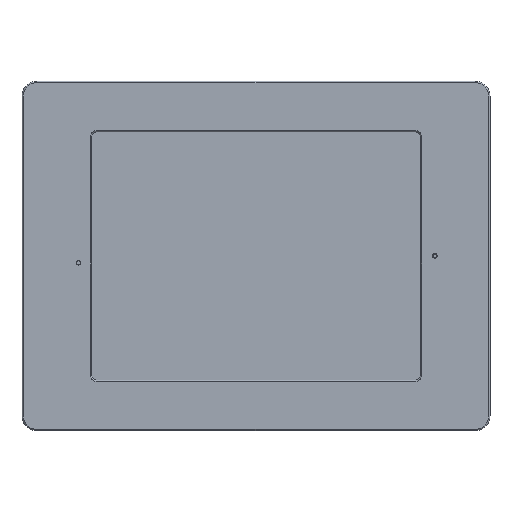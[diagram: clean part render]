
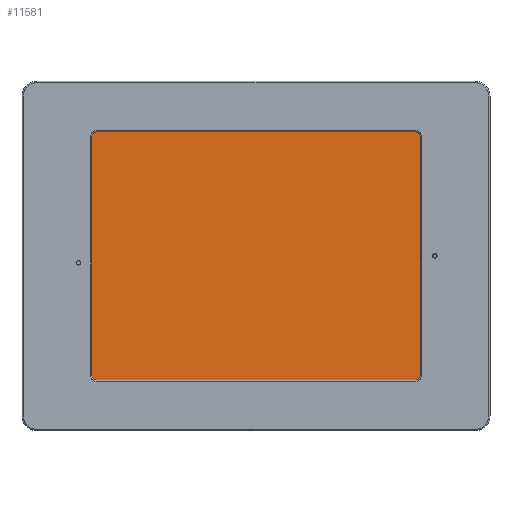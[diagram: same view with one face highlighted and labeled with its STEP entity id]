
A CAD part, top view. The second image highlights one B-rep face of the part: STEP entity #11581.
In plain terms, the highlighted planar face has unit normal (0, 0, 1).
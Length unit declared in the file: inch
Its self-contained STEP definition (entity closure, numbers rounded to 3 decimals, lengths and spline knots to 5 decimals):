
#852=CIRCLE('',#11723,0.15);
#877=CIRCLE('',#11771,0.15);
#1051=CIRCLE('',#12425,0.15);
#1052=CIRCLE('',#12428,0.15);
#1648=FACE_OUTER_BOUND('',#2315,.T.);
#2315=EDGE_LOOP('',(#10517,#10518,#10519,#10520,#10521,#10522,#10523,#10524));
#2439=LINE('',#16226,#3654);
#2442=LINE('',#16234,#3657);
#3529=LINE('',#19014,#4744);
#3532=LINE('',#19021,#4747);
#3654=VECTOR('',#12895,0.3937);
#3657=VECTOR('',#12904,0.3937);
#4744=VECTOR('',#15299,0.3937);
#4747=VECTOR('',#15308,0.3937);
#4939=VERTEX_POINT('',#16098);
#4940=VERTEX_POINT('',#16099);
#4981=VERTEX_POINT('',#16225);
#4982=VERTEX_POINT('',#16229);
#4983=VERTEX_POINT('',#16233);
#5853=VERTEX_POINT('',#19009);
#5854=VERTEX_POINT('',#19013);
#5855=VERTEX_POINT('',#19017);
#6024=EDGE_CURVE('',#4939,#4940,#852,.T.);
#6087=EDGE_CURVE('',#4981,#4939,#2439,.T.);
#6089=EDGE_CURVE('',#4982,#4981,#877,.T.);
#6091=EDGE_CURVE('',#4983,#4982,#2442,.T.);
#7406=EDGE_CURVE('',#5853,#4983,#1051,.T.);
#7408=EDGE_CURVE('',#5854,#5853,#3529,.T.);
#7410=EDGE_CURVE('',#5855,#5854,#1052,.T.);
#7412=EDGE_CURVE('',#4940,#5855,#3532,.T.);
#10517=ORIENTED_EDGE('',*,*,#6091,.F.);
#10518=ORIENTED_EDGE('',*,*,#7406,.F.);
#10519=ORIENTED_EDGE('',*,*,#7408,.F.);
#10520=ORIENTED_EDGE('',*,*,#7410,.F.);
#10521=ORIENTED_EDGE('',*,*,#7412,.F.);
#10522=ORIENTED_EDGE('',*,*,#6024,.F.);
#10523=ORIENTED_EDGE('',*,*,#6087,.F.);
#10524=ORIENTED_EDGE('',*,*,#6089,.F.);
#10983=PLANE('',#12455);
#11581=ADVANCED_FACE('',(#1648),#10983,.T.);
#11723=AXIS2_PLACEMENT_3D('',#16100,#12763,#12764);
#11771=AXIS2_PLACEMENT_3D('',#16230,#12899,#12900);
#12425=AXIS2_PLACEMENT_3D('',#19010,#15294,#15295);
#12428=AXIS2_PLACEMENT_3D('',#19018,#15303,#15304);
#12455=AXIS2_PLACEMENT_3D('',#19047,#15359,#15360);
#12763=DIRECTION('center_axis',(0.,0.,
-1.));
#12764=DIRECTION('ref_axis',(0.,1.,0.));
#12895=DIRECTION('',(0.,-1.,0.));
#12899=DIRECTION('center_axis',(0.,0.,
-1.));
#12900=DIRECTION('ref_axis',(-1.,0.,0.));
#12904=DIRECTION('',(1.,0.,0.));
#15294=DIRECTION('center_axis',(0.,0.,
-1.));
#15295=DIRECTION('ref_axis',(0.,-1.,0.));
#15299=DIRECTION('',(0.,1.,0.));
#15303=DIRECTION('center_axis',(0.,0.,
-1.));
#15304=DIRECTION('ref_axis',(1.,0.,0.));
#15308=DIRECTION('',(-1.,0.,0.));
#15359=DIRECTION('center_axis',(0.,0.,
1.));
#15360=DIRECTION('ref_axis',(1.,0.,0.));
#16098=CARTESIAN_POINT('',(16.25352,1.42535,0.60028));
#16099=CARTESIAN_POINT('',(16.10352,1.27535,0.60028));
#16100=CARTESIAN_POINT('Origin',(16.10352,1.42535,0.60028));
#16225=CARTESIAN_POINT('',(16.25352,7.42819,0.60028));
#16226=CARTESIAN_POINT('',(16.25352,5.91773,0.60028));
#16229=CARTESIAN_POINT('',(16.10352,7.57819,0.60028));
#16230=CARTESIAN_POINT('Origin',(16.10352,7.42819,0.60028));
#16233=CARTESIAN_POINT('',(8.05974,7.57819,0.60028));
#16234=CARTESIAN_POINT('',(10.06259,7.57819,0.60028));
#19009=CARTESIAN_POINT('',(7.90974,7.42819,0.60028));
#19010=CARTESIAN_POINT('Origin',(8.05974,7.42819,0.60028));
#19013=CARTESIAN_POINT('',(7.90974,1.42535,0.60028));
#19014=CARTESIAN_POINT('',(7.90974,2.91631,0.60028));
#19017=CARTESIAN_POINT('',(8.05974,1.27535,0.60028));
#19018=CARTESIAN_POINT('Origin',(8.05974,1.42535,0.60028));
#19021=CARTESIAN_POINT('',(14.08448,1.27535,0.60028));
#19047=CARTESIAN_POINT('Origin',(12.06544,4.40727,0.60028));
